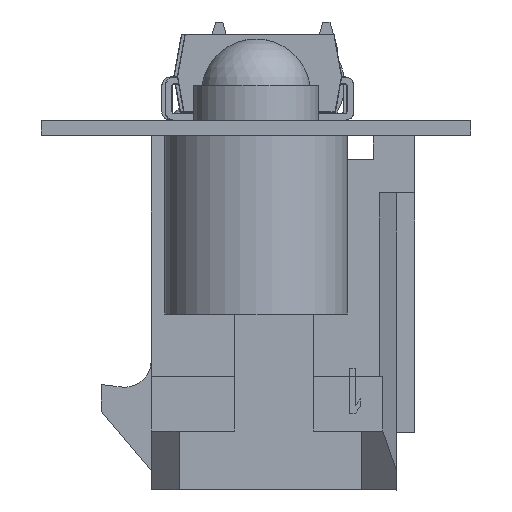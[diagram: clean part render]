
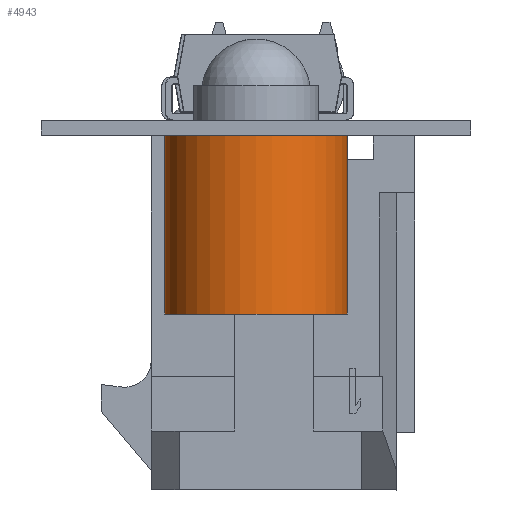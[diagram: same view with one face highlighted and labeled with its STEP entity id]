
A CAD part, left-side view. The second image highlights one B-rep face of the part: STEP entity #4943.
In plain terms, the highlighted cylindrical face has radius 2.55 mm (diameter 5.1 mm), a full revolution.
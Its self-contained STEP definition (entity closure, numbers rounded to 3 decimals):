
#4930 = EDGE_CURVE('',#4931,#4931,#4933,.T.);
#4931 = VERTEX_POINT('',#4932);
#4932 = CARTESIAN_POINT('',(-2.55,0.,5.));
#4933 = CIRCLE('',#4934,2.55);
#4934 = AXIS2_PLACEMENT_3D('',#4935,#4936,#4937);
#4935 = CARTESIAN_POINT('',(0.,0.,5.));
#4936 = DIRECTION('',(0.,0.,-1.));
#4937 = DIRECTION('',(-1.,0.,0.));
#4943 = ADVANCED_FACE('',(#4944),#4962,.T.);
#4944 = FACE_BOUND('',#4945,.T.);
#4945 = EDGE_LOOP('',(#4946,#4947,#4954,#4961));
#4946 = ORIENTED_EDGE('',*,*,#4930,.T.);
#4947 = ORIENTED_EDGE('',*,*,#4948,.F.);
#4948 = EDGE_CURVE('',#4949,#4931,#4951,.T.);
#4949 = VERTEX_POINT('',#4950);
#4950 = CARTESIAN_POINT('',(-2.55,0.,0.));
#4951 = B_SPLINE_CURVE_WITH_KNOTS('',1,(#4952,#4953),.UNSPECIFIED.,.F.,
  .F.,(2,2),(-1.,4.),.PIECEWISE_BEZIER_KNOTS.);
#4952 = CARTESIAN_POINT('',(-2.55,0.,0.));
#4953 = CARTESIAN_POINT('',(-2.55,0.,5.));
#4954 = ORIENTED_EDGE('',*,*,#4955,.F.);
#4955 = EDGE_CURVE('',#4949,#4949,#4956,.T.);
#4956 = CIRCLE('',#4957,2.55);
#4957 = AXIS2_PLACEMENT_3D('',#4958,#4959,#4960);
#4958 = CARTESIAN_POINT('',(0.,0.,
    0.));
#4959 = DIRECTION('',(0.,0.,-1.));
#4960 = DIRECTION('',(-1.,0.,0.));
#4961 = ORIENTED_EDGE('',*,*,#4948,.T.);
#4962 = CYLINDRICAL_SURFACE('',#4963,2.55);
#4963 = AXIS2_PLACEMENT_3D('',#4964,#4965,#4966);
#4964 = CARTESIAN_POINT('',(0.,0.,1.));
#4965 = DIRECTION('',(0.,0.,1.));
#4966 = DIRECTION('',(-1.,0.,0.));
